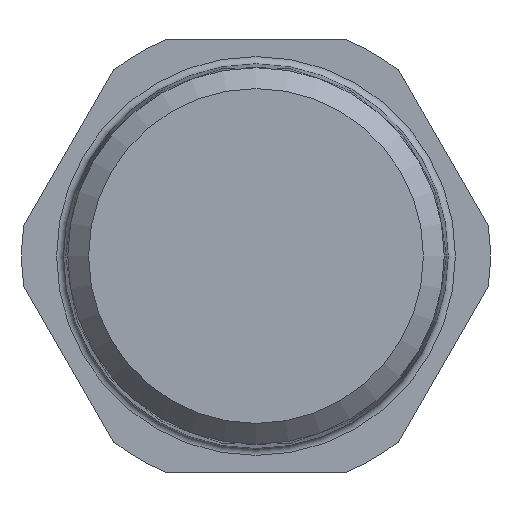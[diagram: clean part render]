
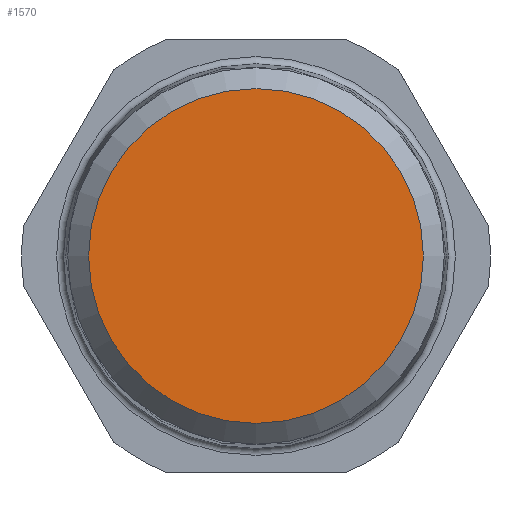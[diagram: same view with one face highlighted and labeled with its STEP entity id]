
A CAD part, left-side view. The second image highlights one B-rep face of the part: STEP entity #1570.
In plain terms, the highlighted planar face has unit normal (-1, 0, 0).
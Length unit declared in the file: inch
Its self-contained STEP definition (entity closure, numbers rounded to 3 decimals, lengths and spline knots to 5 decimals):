
#297=FACE_OUTER_BOUND('',#382,.T.);
#382=EDGE_LOOP('',(#1248,#1249));
#498=CIRCLE('',#1766,0.45715);
#499=CIRCLE('',#1767,0.45715);
#650=VERTEX_POINT('',#2771);
#651=VERTEX_POINT('',#2772);
#859=EDGE_CURVE('',#650,#651,#498,.T.);
#860=EDGE_CURVE('',#651,#650,#499,.T.);
#1248=ORIENTED_EDGE('',*,*,#859,.F.);
#1249=ORIENTED_EDGE('',*,*,#860,.F.);
#1416=PLANE('',#1765);
#1570=ADVANCED_FACE('',(#297),#1416,.T.);
#1765=AXIS2_PLACEMENT_3D('',#2770,#2164,#2165);
#1766=AXIS2_PLACEMENT_3D('',#2773,#2166,#2167);
#1767=AXIS2_PLACEMENT_3D('',#2774,#2168,#2169);
#2164=DIRECTION('center_axis',(-1.,0.,0.));
#2165=DIRECTION('ref_axis',(0.,0.,
1.));
#2166=DIRECTION('center_axis',(1.,0.,0.));
#2167=DIRECTION('ref_axis',(0.,0.,-1.));
#2168=DIRECTION('center_axis',(1.,0.,0.));
#2169=DIRECTION('ref_axis',(0.,0.,-1.));
#2770=CARTESIAN_POINT('Origin',(-1.44094,0.45715,0.));
#2771=CARTESIAN_POINT('',(-1.44094,0.45715,0.));
#2772=CARTESIAN_POINT('',(-1.44094,-0.45715,0.));
#2773=CARTESIAN_POINT('Origin',(-1.44094,0.,
0.));
#2774=CARTESIAN_POINT('Origin',(-1.44094,0.,
0.));
